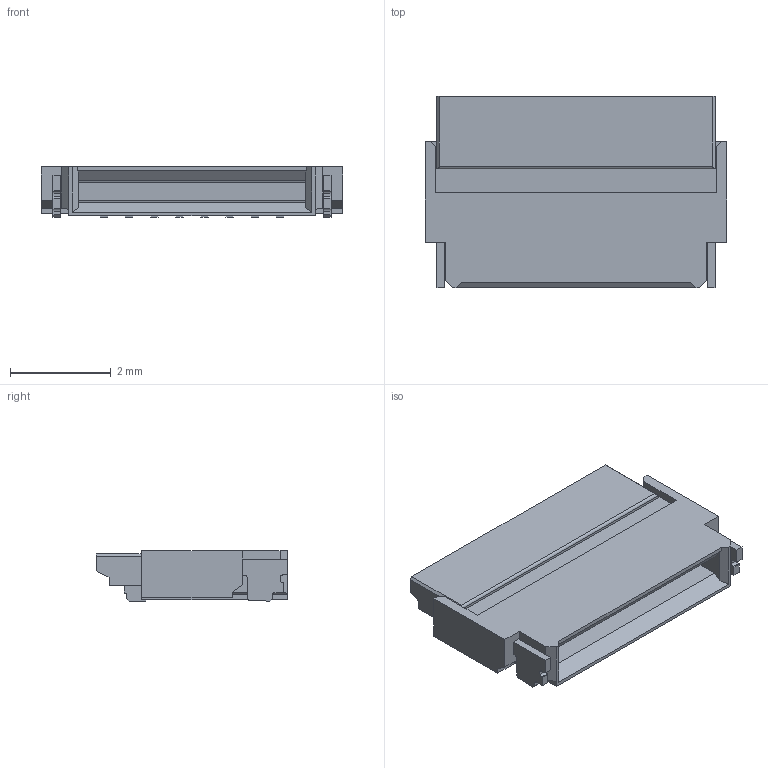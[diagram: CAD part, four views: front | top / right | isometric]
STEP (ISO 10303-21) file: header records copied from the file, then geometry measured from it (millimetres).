
FILE_DESCRIPTION (( 'STEP AP214' ), '1' );
FILE_NAME ('FH34SRJ-8S-0.5SH(50).STEP', '2023-05-02T14:24:15', ( '' ), ( '' ), 'SwSTEP 2.0', 'SolidWorks 2022', '' );
FILE_SCHEMA (( 'AUTOMOTIVE_DESIGN' ));
Length unit declared in the file: millimetre
Products named in the file (1): FH34SRJ-8S-0.5SH(50)
Bounding box: 6 x 3.8 x 1 mm (x, y, z)
Volume: 15.7 mm3; surface area: 77.9 mm2
Topology: 1 solids, 1 shells, 225 faces, 637 edges, 416 vertices
Faces by surface type: plane 198, cylinder 27
Entity records: 7222 total; most frequent: CARTESIAN_POINT 1285, ORIENTED_EDGE 1274, DIRECTION 1139, EDGE_CURVE 637, VECTOR 583, LINE 583, VERTEX_POINT 416, AXIS2_PLACEMENT_3D 278
